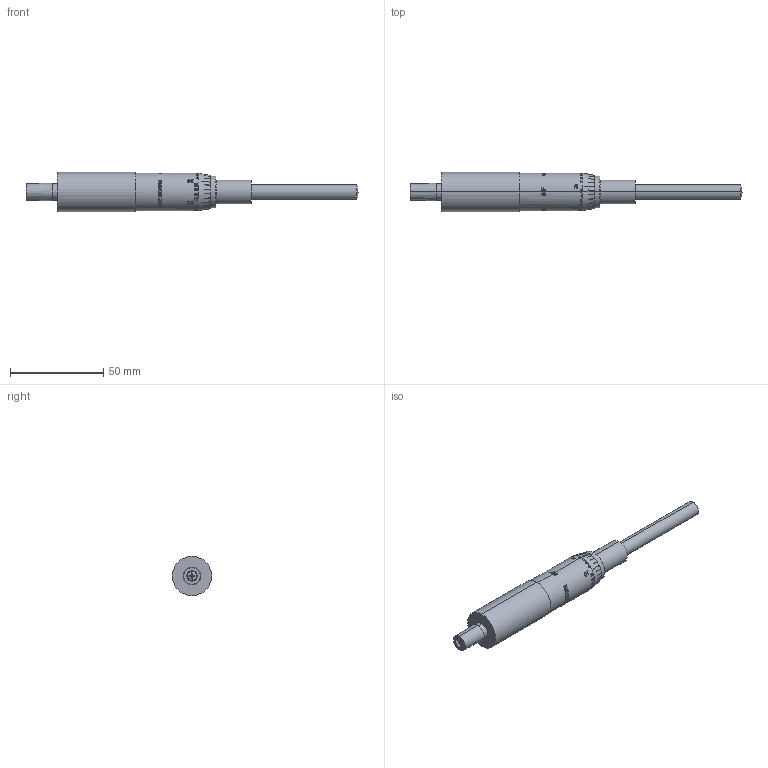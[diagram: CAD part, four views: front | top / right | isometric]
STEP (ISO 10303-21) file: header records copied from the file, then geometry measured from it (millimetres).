
FILE_DESCRIPTION (( 'STEP AP214' ), '1' );
FILE_NAME ('12551-E0W.step', '2007-11-13T05:39:17', ( ' ' ), ( ' ' ), 'SwSTEP 2.0', 'SolidWorks 2007', '' );
FILE_SCHEMA (( 'AUTOMOTIVE_DESIGN' ));
Length unit declared in the file: inch
Products named in the file (1): 12551-E0W
Bounding box: 177.8 x 21.03 x 21.03 mm (x, y, z)
Volume: 34000.6 mm3; surface area: 8983 mm2
Topology: 2 solids, 2 shells, 1172 faces, 3185 edges, 2116 vertices
Faces by surface type: plane 522, bspline 472, cylinder 141, cone 31, torus 4, sphere 2
Entity records: 89206 total; most frequent: CARTESIAN_POINT 48355, ORIENTED_EDGE 6362, DIRECTION 3591, EDGE_CURVE 3181, VERTEX_POINT 2116, B_SPLINE_CURVE_WITH_KNOTS 1638, AXIS2_PLACEMENT_3D 1347, EDGE_LOOP 1275
